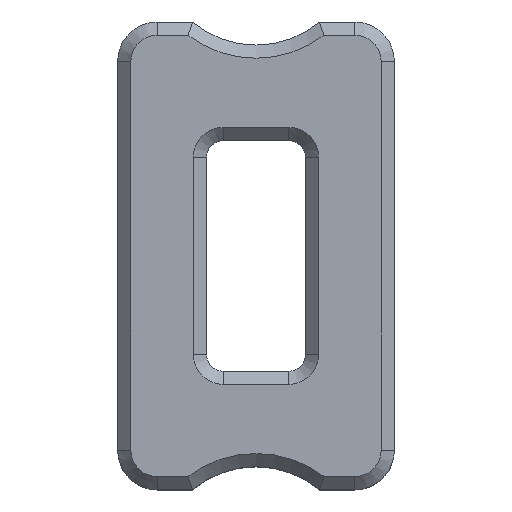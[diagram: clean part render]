
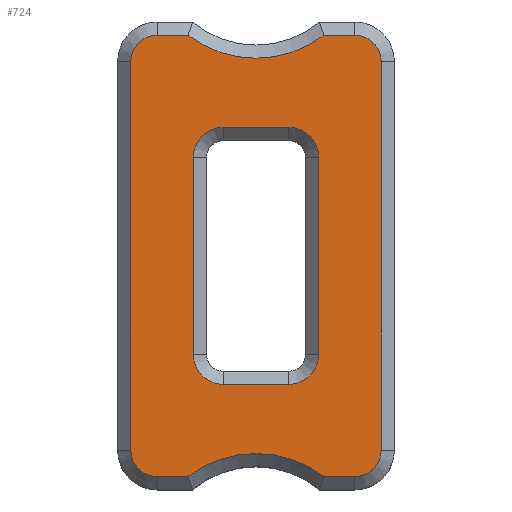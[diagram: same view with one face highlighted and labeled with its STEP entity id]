
A CAD part, top view. The second image highlights one B-rep face of the part: STEP entity #724.
In plain terms, the highlighted planar face has unit normal (0, 0, 1).
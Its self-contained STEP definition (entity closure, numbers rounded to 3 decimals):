
#34=PLANE('',#797);
#49=FACE_BOUND('',#121,.T.);
#75=FACE_OUTER_BOUND('',#120,.T.);
#120=EDGE_LOOP('',(#566,#567,#568,#569,#570,#571,#572,#573,#574,#575,#576,
#577));
#121=EDGE_LOOP('',(#578,#579,#580,#581,#582,#583,#584,#585));
#168=LINE('',#1164,#236);
#173=LINE('',#1176,#241);
#176=LINE('',#1184,#244);
#179=LINE('',#1193,#247);
#183=LINE('',#1205,#251);
#184=LINE('',#1209,#252);
#185=LINE('',#1213,#253);
#186=LINE('',#1217,#254);
#187=LINE('',#1221,#255);
#188=LINE('',#1225,#256);
#236=VECTOR('',#895,10.);
#241=VECTOR('',#908,10.);
#244=VECTOR('',#917,10.);
#247=VECTOR('',#926,10.);
#251=VECTOR('',#942,10.);
#252=VECTOR('',#945,10.);
#253=VECTOR('',#948,10.);
#254=VECTOR('',#951,10.);
#255=VECTOR('',#954,10.);
#256=VECTOR('',#957,10.);
#293=CIRCLE('',#783,9.);
#295=CIRCLE('',#787,9.);
#296=CIRCLE('',#790,9.);
#297=CIRCLE('',#793,9.);
#299=CIRCLE('',#798,8.);
#300=CIRCLE('',#799,8.);
#301=CIRCLE('',#800,34.);
#302=CIRCLE('',#801,8.);
#303=CIRCLE('',#802,8.);
#304=CIRCLE('',#803,34.);
#341=VERTEX_POINT('',#1161);
#342=VERTEX_POINT('',#1163);
#344=VERTEX_POINT('',#1169);
#345=VERTEX_POINT('',#1174);
#346=VERTEX_POINT('',#1178);
#347=VERTEX_POINT('',#1182);
#348=VERTEX_POINT('',#1186);
#350=VERTEX_POINT('',#1191);
#351=VERTEX_POINT('',#1203);
#352=VERTEX_POINT('',#1204);
#353=VERTEX_POINT('',#1206);
#354=VERTEX_POINT('',#1208);
#355=VERTEX_POINT('',#1210);
#356=VERTEX_POINT('',#1212);
#357=VERTEX_POINT('',#1214);
#358=VERTEX_POINT('',#1216);
#359=VERTEX_POINT('',#1218);
#360=VERTEX_POINT('',#1220);
#361=VERTEX_POINT('',#1222);
#362=VERTEX_POINT('',#1224);
#411=EDGE_CURVE('',#341,#342,#168,.T.);
#415=EDGE_CURVE('',#344,#341,#293,.T.);
#418=EDGE_CURVE('',#345,#344,#173,.T.);
#420=EDGE_CURVE('',#346,#345,#295,.T.);
#422=EDGE_CURVE('',#347,#346,#176,.T.);
#424=EDGE_CURVE('',#348,#347,#296,.T.);
#426=EDGE_CURVE('',#350,#348,#179,.T.);
#428=EDGE_CURVE('',#342,#350,#297,.T.);
#432=EDGE_CURVE('',#351,#352,#183,.T.);
#433=EDGE_CURVE('',#353,#351,#299,.T.);
#434=EDGE_CURVE('',#354,#353,#184,.T.);
#435=EDGE_CURVE('',#355,#354,#300,.T.);
#436=EDGE_CURVE('',#356,#355,#185,.T.);
#437=EDGE_CURVE('',#357,#356,#301,.T.);
#438=EDGE_CURVE('',#358,#357,#186,.T.);
#439=EDGE_CURVE('',#359,#358,#302,.T.);
#440=EDGE_CURVE('',#360,#359,#187,.T.);
#441=EDGE_CURVE('',#361,#360,#303,.T.);
#442=EDGE_CURVE('',#362,#361,#188,.T.);
#443=EDGE_CURVE('',#352,#362,#304,.T.);
#566=ORIENTED_EDGE('',*,*,#432,.F.);
#567=ORIENTED_EDGE('',*,*,#433,.F.);
#568=ORIENTED_EDGE('',*,*,#434,.F.);
#569=ORIENTED_EDGE('',*,*,#435,.F.);
#570=ORIENTED_EDGE('',*,*,#436,.F.);
#571=ORIENTED_EDGE('',*,*,#437,.F.);
#572=ORIENTED_EDGE('',*,*,#438,.F.);
#573=ORIENTED_EDGE('',*,*,#439,.F.);
#574=ORIENTED_EDGE('',*,*,#440,.F.);
#575=ORIENTED_EDGE('',*,*,#441,.F.);
#576=ORIENTED_EDGE('',*,*,#442,.F.);
#577=ORIENTED_EDGE('',*,*,#443,.F.);
#578=ORIENTED_EDGE('',*,*,#411,.F.);
#579=ORIENTED_EDGE('',*,*,#415,.F.);
#580=ORIENTED_EDGE('',*,*,#418,.F.);
#581=ORIENTED_EDGE('',*,*,#420,.F.);
#582=ORIENTED_EDGE('',*,*,#422,.F.);
#583=ORIENTED_EDGE('',*,*,#424,.F.);
#584=ORIENTED_EDGE('',*,*,#426,.F.);
#585=ORIENTED_EDGE('',*,*,#428,.F.);
#724=ADVANCED_FACE('',(#75,#49),#34,.T.);
#783=AXIS2_PLACEMENT_3D('',#1171,#901,#902);
#787=AXIS2_PLACEMENT_3D('',#1180,#912,#913);
#790=AXIS2_PLACEMENT_3D('',#1188,#921,#922);
#793=AXIS2_PLACEMENT_3D('',#1196,#930,#931);
#797=AXIS2_PLACEMENT_3D('',#1202,#940,#941);
#798=AXIS2_PLACEMENT_3D('',#1207,#943,#944);
#799=AXIS2_PLACEMENT_3D('',#1211,#946,#947);
#800=AXIS2_PLACEMENT_3D('',#1215,#949,#950);
#801=AXIS2_PLACEMENT_3D('',#1219,#952,#953);
#802=AXIS2_PLACEMENT_3D('',#1223,#955,#956);
#803=AXIS2_PLACEMENT_3D('',#1226,#958,#959);
#895=DIRECTION('',(-1.,0.,0.));
#901=DIRECTION('center_axis',(0.,0.,1.));
#902=DIRECTION('ref_axis',(1.,0.,0.));
#908=DIRECTION('',(0.,1.,0.));
#912=DIRECTION('center_axis',(0.,0.,1.));
#913=DIRECTION('ref_axis',(0.,-1.,0.));
#917=DIRECTION('',(1.,0.,0.));
#921=DIRECTION('center_axis',(0.,0.,1.));
#922=DIRECTION('ref_axis',(-1.,0.,0.));
#926=DIRECTION('',(0.,-1.,0.));
#930=DIRECTION('center_axis',(0.,0.,1.));
#931=DIRECTION('ref_axis',(0.,1.,0.));
#940=DIRECTION('center_axis',(0.,0.,1.));
#941=DIRECTION('ref_axis',(1.,0.,0.));
#942=DIRECTION('',(-1.,0.,0.));
#943=DIRECTION('center_axis',(0.,0.,-1.));
#944=DIRECTION('ref_axis',(0.,-1.,0.));
#945=DIRECTION('',(0.,-1.,0.));
#946=DIRECTION('center_axis',(0.,0.,-1.));
#947=DIRECTION('ref_axis',(1.,0.,0.));
#948=DIRECTION('',(1.,0.,0.));
#949=DIRECTION('center_axis',(0.,0.,1.));
#950=DIRECTION('ref_axis',(-0.642,-0.767,0.));
#951=DIRECTION('',(1.,0.,0.));
#952=DIRECTION('center_axis',(0.,0.,-1.));
#953=DIRECTION('ref_axis',(0.,1.,0.));
#954=DIRECTION('',(0.,1.,0.));
#955=DIRECTION('center_axis',(0.,0.,-1.));
#956=DIRECTION('ref_axis',(-1.,0.,0.));
#957=DIRECTION('',(-1.,0.,0.));
#958=DIRECTION('center_axis',(0.,0.,1.));
#959=DIRECTION('ref_axis',(0.642,0.767,0.));
#1161=CARTESIAN_POINT('',(10.,39.,45.));
#1163=CARTESIAN_POINT('',(-10.,39.,45.));
#1164=CARTESIAN_POINT('',(-5.,39.,45.));
#1169=CARTESIAN_POINT('',(19.,30.,45.));
#1171=CARTESIAN_POINT('Origin',(10.,30.,45.));
#1174=CARTESIAN_POINT('',(19.,-30.,45.));
#1176=CARTESIAN_POINT('',(19.,15.,45.));
#1178=CARTESIAN_POINT('',(10.,-39.,45.));
#1180=CARTESIAN_POINT('Origin',(10.,-30.,45.));
#1182=CARTESIAN_POINT('',(-10.,-39.,45.));
#1184=CARTESIAN_POINT('',(5.,-39.,45.));
#1186=CARTESIAN_POINT('',(-19.,-30.,45.));
#1188=CARTESIAN_POINT('Origin',(-10.,-30.,45.));
#1191=CARTESIAN_POINT('',(-19.,30.,45.));
#1193=CARTESIAN_POINT('',(-19.,-15.,45.));
#1196=CARTESIAN_POINT('Origin',(-10.,30.,45.));
#1202=CARTESIAN_POINT('Origin',(0.,0.,
45.));
#1203=CARTESIAN_POINT('',(30.,-67.,45.));
#1204=CARTESIAN_POINT('',(20.664,-67.,45.));
#1205=CARTESIAN_POINT('',(9.631,-67.,45.));
#1206=CARTESIAN_POINT('',(38.,-59.,45.));
#1207=CARTESIAN_POINT('Origin',(30.,-59.,45.));
#1208=CARTESIAN_POINT('',(38.,59.,45.));
#1209=CARTESIAN_POINT('',(38.,-29.5,45.));
#1210=CARTESIAN_POINT('',(30.,67.,45.));
#1211=CARTESIAN_POINT('Origin',(30.,59.,45.));
#1212=CARTESIAN_POINT('',(20.664,67.,45.));
#1213=CARTESIAN_POINT('',(15.,67.,45.));
#1214=CARTESIAN_POINT('',(-20.664,67.,45.));
#1215=CARTESIAN_POINT('Origin',(0.,94.,45.));
#1216=CARTESIAN_POINT('',(-30.,67.,45.));
#1217=CARTESIAN_POINT('',(-9.631,67.,45.));
#1218=CARTESIAN_POINT('',(-38.,59.,45.));
#1219=CARTESIAN_POINT('Origin',(-30.,59.,45.));
#1220=CARTESIAN_POINT('',(-38.,-59.,45.));
#1221=CARTESIAN_POINT('',(-38.,29.5,45.));
#1222=CARTESIAN_POINT('',(-30.,-67.,45.));
#1223=CARTESIAN_POINT('Origin',(-30.,-59.,45.));
#1224=CARTESIAN_POINT('',(-20.664,-67.,45.));
#1225=CARTESIAN_POINT('',(-15.,-67.,45.));
#1226=CARTESIAN_POINT('Origin',(0.,-94.,45.));
